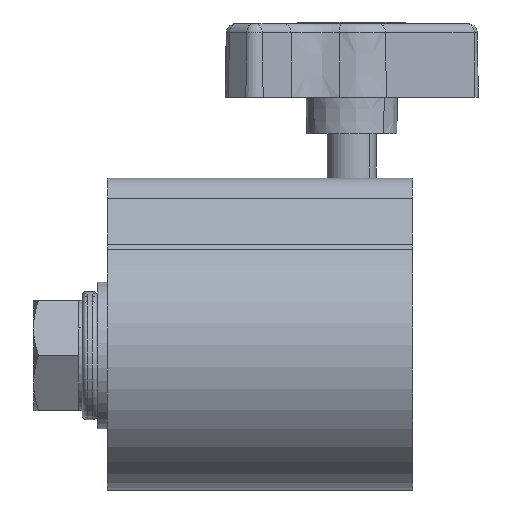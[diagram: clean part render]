
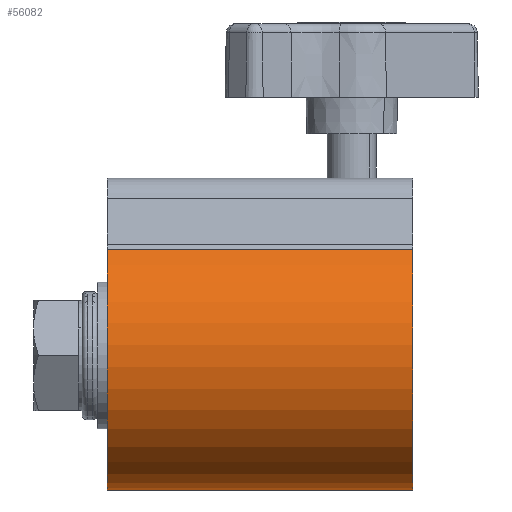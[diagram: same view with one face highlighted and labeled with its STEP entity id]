
A CAD part, left-side view. The second image highlights one B-rep face of the part: STEP entity #56082.
In plain terms, the highlighted cylindrical face has radius 22 mm (diameter 44 mm), a partial arc.
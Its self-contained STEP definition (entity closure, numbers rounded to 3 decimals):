
#713 = CARTESIAN_POINT ( 'NONE',  ( -13.575, 25., 17.312 ) ) ;
#852 = CIRCLE ( 'NONE', #42153, 22. ) ;
#2683 = EDGE_LOOP ( 'NONE', ( #36504, #32255, #43811, #51401 ) ) ;
#3895 = CYLINDRICAL_SURFACE ( 'NONE', #54094, 22. ) ;
#4160 = DIRECTION ( 'NONE',  ( 0., 0., -1. ) ) ;
#4991 = FACE_OUTER_BOUND ( 'NONE', #2683, .T. ) ;
#6183 = VECTOR ( 'NONE', #19890, 1000. ) ;
#8087 = CARTESIAN_POINT ( 'NONE',  ( -13.575, -25., 17.312 ) ) ;
#11283 = CARTESIAN_POINT ( 'NONE',  ( 0., 25., 0. ) ) ;
#11420 = DIRECTION ( 'NONE',  ( 0., 1., 0. ) ) ;
#11716 = VERTEX_POINT ( 'NONE', #12717 ) ;
#12717 = CARTESIAN_POINT ( 'NONE',  ( -13.575, 25., 17.312 ) ) ;
#14654 = VECTOR ( 'NONE', #31397, 1000. ) ;
#14887 = EDGE_CURVE ( 'NONE', #15202, #11716, #31348, .T. ) ;
#15202 = VERTEX_POINT ( 'NONE', #33507 ) ;
#19847 = DIRECTION ( 'NONE',  ( 0., 1., 0. ) ) ;
#19890 = DIRECTION ( 'NONE',  ( 0., -1., 0. ) ) ;
#23898 = DIRECTION ( 'NONE',  ( 0., 0., 1. ) ) ;
#25580 = EDGE_CURVE ( 'NONE', #29896, #11716, #51310, .T. ) ;
#26433 = VERTEX_POINT ( 'NONE', #38661 ) ;
#29896 = VERTEX_POINT ( 'NONE', #8087 ) ;
#31348 = CIRCLE ( 'NONE', #53387, 22. ) ;
#31397 = DIRECTION ( 'NONE',  ( 0., 1., 0. ) ) ;
#32255 = ORIENTED_EDGE ( 'NONE', *, *, #42708, .T. ) ;
#33507 = CARTESIAN_POINT ( 'NONE',  ( 0., 25., -22. ) ) ;
#33911 = CARTESIAN_POINT ( 'NONE',  ( 0., 25., 0. ) ) ;
#36504 = ORIENTED_EDGE ( 'NONE', *, *, #14887, .F. ) ;
#38661 = CARTESIAN_POINT ( 'NONE',  ( 0., -25., -22. ) ) ;
#39527 = EDGE_CURVE ( 'NONE', #26433, #29896, #852, .T. ) ;
#41443 = LINE ( 'NONE', #41905, #6183 ) ;
#41905 = CARTESIAN_POINT ( 'NONE',  ( 0., 25., -22. ) ) ;
#42153 = AXIS2_PLACEMENT_3D ( 'NONE', #42747, #11420, #47022 ) ;
#42708 = EDGE_CURVE ( 'NONE', #15202, #26433, #41443, .T. ) ;
#42747 = CARTESIAN_POINT ( 'NONE',  ( 0., -25., 0. ) ) ;
#43811 = ORIENTED_EDGE ( 'NONE', *, *, #39527, .T. ) ;
#47022 = DIRECTION ( 'NONE',  ( 0., 0., 1. ) ) ;
#47292 = DIRECTION ( 'NONE',  ( 0., -1., 0. ) ) ;
#51310 = LINE ( 'NONE', #713, #14654 ) ;
#51401 = ORIENTED_EDGE ( 'NONE', *, *, #25580, .T. ) ;
#53387 = AXIS2_PLACEMENT_3D ( 'NONE', #11283, #19847, #23898 ) ;
#54094 = AXIS2_PLACEMENT_3D ( 'NONE', #33911, #47292, #4160 ) ;
#56082 = ADVANCED_FACE ( 'NONE', ( #4991 ), #3895, .T. ) ;
